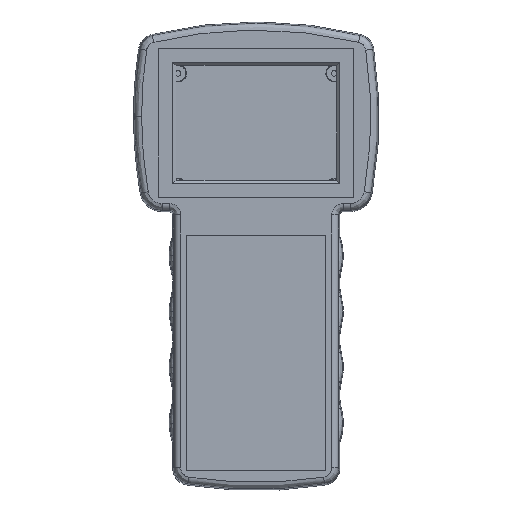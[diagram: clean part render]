
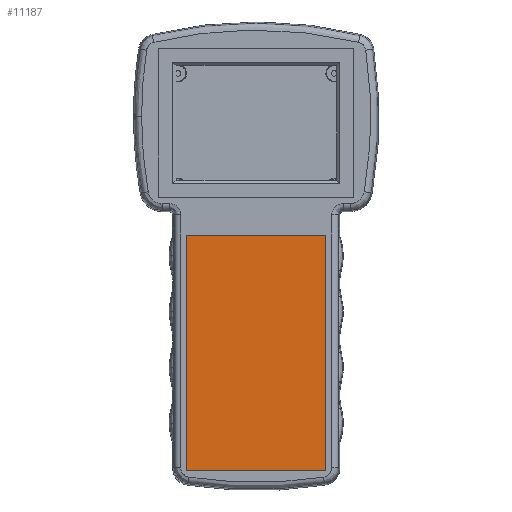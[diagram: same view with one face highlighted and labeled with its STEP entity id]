
A CAD part, top view. The second image highlights one B-rep face of the part: STEP entity #11187.
In plain terms, the highlighted planar face has unit normal (0, 0, 1).
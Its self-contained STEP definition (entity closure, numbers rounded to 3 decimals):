
#1255 = EDGE_CURVE ( 'NONE', #25646, #27894, #21422, .T. ) ;
#1491 = AXIS2_PLACEMENT_3D ( 'NONE', #4542, #30067, #14831 ) ;
#2895 = LINE ( 'NONE', #17705, #8903 ) ;
#4542 = CARTESIAN_POINT ( 'NONE',  ( -59888.334, -28514.114, -73.275 ) ) ;
#6322 = LINE ( 'NONE', #15425, #24290 ) ;
#6654 = ORIENTED_EDGE ( 'NONE', *, *, #1255, .T. ) ;
#8751 = EDGE_LOOP ( 'NONE', ( #9962, #6654, #22605, #20233 ) ) ;
#8903 = VECTOR ( 'NONE', #20242, 1000. ) ;
#9962 = ORIENTED_EDGE ( 'NONE', *, *, #19821, .T. ) ;
#10221 = LINE ( 'NONE', #19764, #15410 ) ;
#11187 = ADVANCED_FACE ( 'NONE', ( #23845 ), #12268, .T. ) ;
#11276 = DIRECTION ( 'NONE',  ( 1., 0., 0. ) ) ;
#12268 = PLANE ( 'NONE',  #1491 ) ;
#14675 = CARTESIAN_POINT ( 'NONE',  ( -59857.084, -28461.364, -73.275 ) ) ;
#14831 = DIRECTION ( 'NONE',  ( 1., 0., 0. ) ) ;
#15410 = VECTOR ( 'NONE', #17206, 1000. ) ;
#15425 = CARTESIAN_POINT ( 'NONE',  ( -59919.584, -28461.364, -73.275 ) ) ;
#15794 = EDGE_CURVE ( 'NONE', #27894, #16234, #10221, .T. ) ;
#16234 = VERTEX_POINT ( 'NONE', #14675 ) ;
#17206 = DIRECTION ( 'NONE',  ( 0., 1., 0. ) ) ;
#17705 = CARTESIAN_POINT ( 'NONE',  ( -59919.584, -28566.864, -73.275 ) ) ;
#17993 = DIRECTION ( 'NONE',  ( -1., 0., 0. ) ) ;
#19764 = CARTESIAN_POINT ( 'NONE',  ( -59857.084, -28461.364, -73.275 ) ) ;
#19806 = CARTESIAN_POINT ( 'NONE',  ( -59857.084, -28566.864, -73.275 ) ) ;
#19821 = EDGE_CURVE ( 'NONE', #32204, #25646, #2895, .T. ) ;
#20233 = ORIENTED_EDGE ( 'NONE', *, *, #30321, .T. ) ;
#20242 = DIRECTION ( 'NONE',  ( 0., -1., 0. ) ) ;
#21377 = CARTESIAN_POINT ( 'NONE',  ( -59857.084, -28566.864, -73.275 ) ) ;
#21422 = LINE ( 'NONE', #21377, #26612 ) ;
#22605 = ORIENTED_EDGE ( 'NONE', *, *, #15794, .T. ) ;
#23807 = CARTESIAN_POINT ( 'NONE',  ( -59919.584, -28566.864, -73.275 ) ) ;
#23845 = FACE_OUTER_BOUND ( 'NONE', #8751, .T. ) ;
#24290 = VECTOR ( 'NONE', #17993, 1000. ) ;
#25646 = VERTEX_POINT ( 'NONE', #23807 ) ;
#26612 = VECTOR ( 'NONE', #11276, 1000. ) ;
#27894 = VERTEX_POINT ( 'NONE', #19806 ) ;
#30067 = DIRECTION ( 'NONE',  ( 0., 0., 1. ) ) ;
#30321 = EDGE_CURVE ( 'NONE', #16234, #32204, #6322, .T. ) ;
#30767 = CARTESIAN_POINT ( 'NONE',  ( -59919.584, -28461.364, -73.275 ) ) ;
#32204 = VERTEX_POINT ( 'NONE', #30767 ) ;
